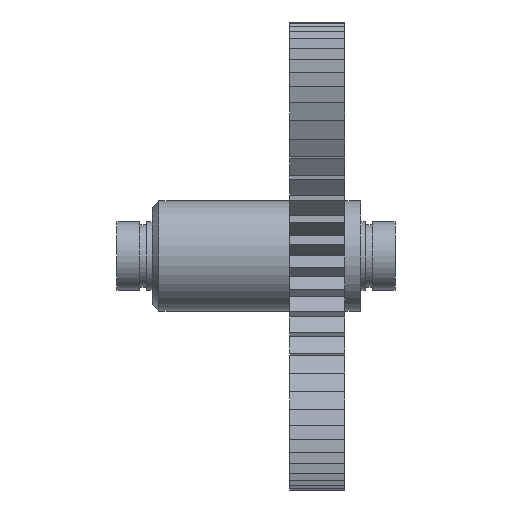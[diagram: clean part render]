
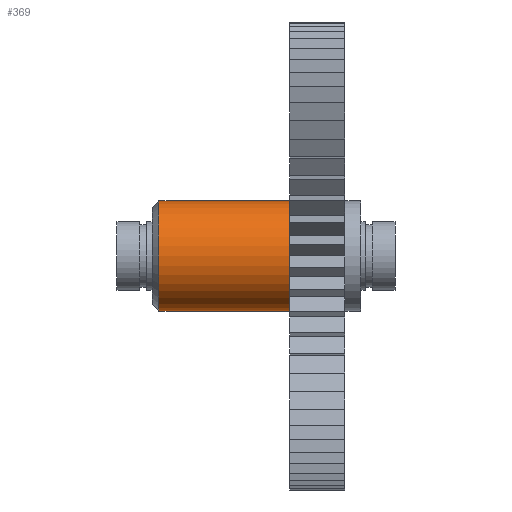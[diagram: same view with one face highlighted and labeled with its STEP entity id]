
A CAD part, left-side view. The second image highlights one B-rep face of the part: STEP entity #369.
In plain terms, the highlighted cylindrical face has radius 4 mm (diameter 8 mm), a partial arc.
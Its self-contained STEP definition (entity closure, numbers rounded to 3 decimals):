
#77 = LINE ( 'NONE', #1257, #3670 ) ;
#346 = CIRCLE ( 'NONE', #926, 4. ) ;
#368 = EDGE_CURVE ( 'NONE', #4282, #3746, #5009, .T. ) ;
#369 = ADVANCED_FACE ( 'NONE', ( #3228 ), #3542, .T. ) ;
#394 = LINE ( 'NONE', #3793, #4362 ) ;
#439 = CARTESIAN_POINT ( 'NONE',  ( 0., 13.5, -4. ) ) ;
#495 = AXIS2_PLACEMENT_3D ( 'NONE', #3008, #532, #3520 ) ;
#532 = DIRECTION ( 'NONE',  ( 0., 1., 0. ) ) ;
#756 = EDGE_CURVE ( 'NONE', #5093, #3746, #77, .T. ) ;
#763 = EDGE_CURVE ( 'NONE', #3249, #4282, #394, .T. ) ;
#926 = AXIS2_PLACEMENT_3D ( 'NONE', #3411, #3813, #2166 ) ;
#1046 = CARTESIAN_POINT ( 'NONE',  ( 0., 4., -4. ) ) ;
#1257 = CARTESIAN_POINT ( 'NONE',  ( 0., 16.55, 4. ) ) ;
#1740 = CARTESIAN_POINT ( 'NONE',  ( 0., 16.55, 0. ) ) ;
#2066 = ORIENTED_EDGE ( 'NONE', *, *, #756, .F. ) ;
#2161 = DIRECTION ( 'NONE',  ( 0., 0., -1. ) ) ;
#2166 = DIRECTION ( 'NONE',  ( 0., 0., 1. ) ) ;
#2315 = CARTESIAN_POINT ( 'NONE',  ( 0., 4., 4. ) ) ;
#2335 = ORIENTED_EDGE ( 'NONE', *, *, #368, .T. ) ;
#2383 = ORIENTED_EDGE ( 'NONE', *, *, #763, .T. ) ;
#2787 = ORIENTED_EDGE ( 'NONE', *, *, #4218, .T. ) ;
#2933 = DIRECTION ( 'NONE',  ( 0., -1., 0. ) ) ;
#2974 = AXIS2_PLACEMENT_3D ( 'NONE', #1740, #4191, #2161 ) ;
#3008 = CARTESIAN_POINT ( 'NONE',  ( 0., 4., 0. ) ) ;
#3228 = FACE_OUTER_BOUND ( 'NONE', #3235, .T. ) ;
#3235 = EDGE_LOOP ( 'NONE', ( #2066, #2787, #2383, #2335 ) ) ;
#3249 = VERTEX_POINT ( 'NONE', #439 ) ;
#3411 = CARTESIAN_POINT ( 'NONE',  ( 0., 13.5, 0. ) ) ;
#3520 = DIRECTION ( 'NONE',  ( 0., 0., 1. ) ) ;
#3542 = CYLINDRICAL_SURFACE ( 'NONE', #2974, 4. ) ;
#3670 = VECTOR ( 'NONE', #4581, 1000. ) ;
#3746 = VERTEX_POINT ( 'NONE', #2315 ) ;
#3793 = CARTESIAN_POINT ( 'NONE',  ( 0., 16.55, -4. ) ) ;
#3813 = DIRECTION ( 'NONE',  ( 0., -1., 0. ) ) ;
#4083 = CARTESIAN_POINT ( 'NONE',  ( 0., 13.5, 4. ) ) ;
#4191 = DIRECTION ( 'NONE',  ( 0., -1., 0. ) ) ;
#4218 = EDGE_CURVE ( 'NONE', #5093, #3249, #346, .T. ) ;
#4282 = VERTEX_POINT ( 'NONE', #1046 ) ;
#4362 = VECTOR ( 'NONE', #2933, 1000. ) ;
#4581 = DIRECTION ( 'NONE',  ( 0., -1., 0. ) ) ;
#5009 = CIRCLE ( 'NONE', #495, 4. ) ;
#5093 = VERTEX_POINT ( 'NONE', #4083 ) ;
